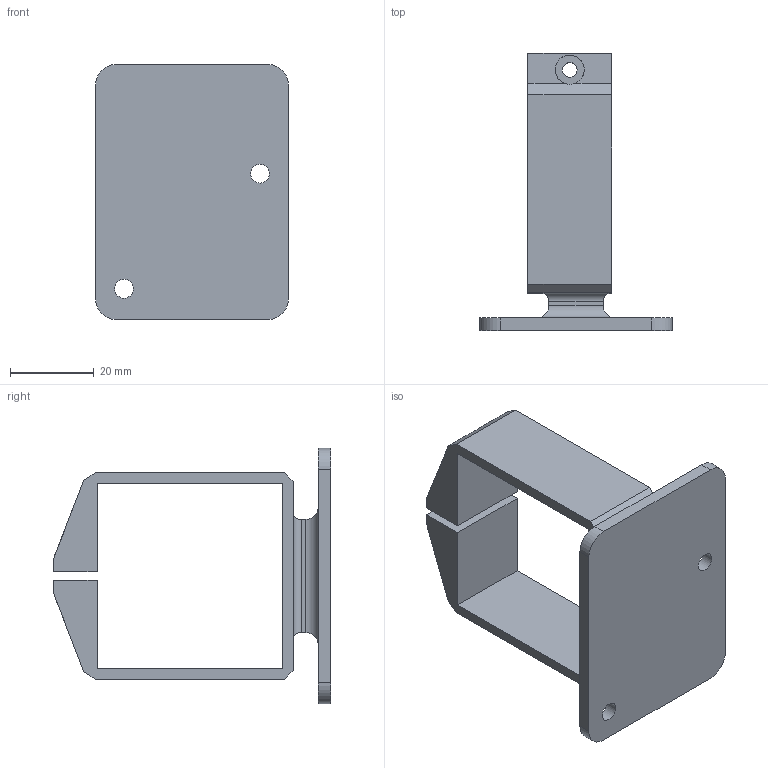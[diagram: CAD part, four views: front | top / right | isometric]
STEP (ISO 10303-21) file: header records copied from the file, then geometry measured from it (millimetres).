
FILE_DESCRIPTION(/* description */ ('Unknown'),/* implementation_level */ '2;1');
FILE_NAME(/* name */ 'Soporte_Control_frente',/* time_stamp */ '2020-06-23T00:14:05-04:00',/* author */ ('Unknown'),/* organization */ ('Unknown'),/* preprocessor_version */ 'ST-DEVELOPER v16.7',/* originating_system */ 'DEX',/* authorisation */ $);
FILE_SCHEMA (('AUTOMOTIVE_DESIGN {1 0 10303 214 3 1 1}'));
Length unit declared in the file: millimetre
Products named in the file (1): Case2
Bounding box: 46.1 x 66.3 x 61 mm (x, y, z)
Volume: 23204.9 mm3; surface area: 15329.8 mm2
Topology: 1 solids, 1 shells, 55 faces, 146 edges, 94 vertices
Faces by surface type: plane 38, cylinder 17
Full cylindrical faces by diameter (mm): 3.5 x2, 4.5 x2, 7 x1
Entity records: 1699 total; most frequent: CARTESIAN_POINT 289, ORIENTED_EDGE 280, DIRECTION 279, EDGE_CURVE 140, LINE 113, VECTOR 113, VERTEX_POINT 93, AXIS2_PLACEMENT_3D 83
